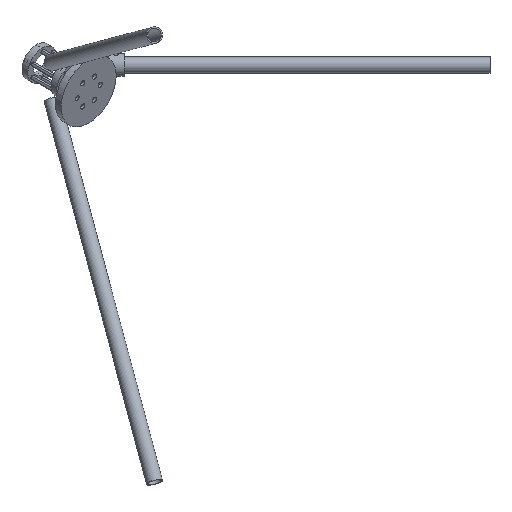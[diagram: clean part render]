
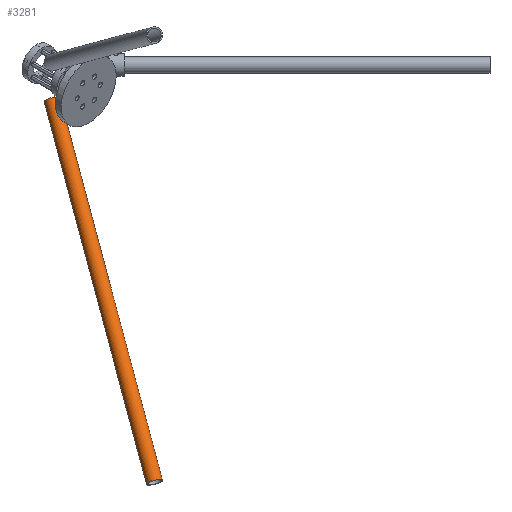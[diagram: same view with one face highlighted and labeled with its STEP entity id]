
A CAD part, isometric view. The second image highlights one B-rep face of the part: STEP entity #3281.
In plain terms, the highlighted cylindrical face has radius 20 mm (diameter 40 mm), a full revolution.
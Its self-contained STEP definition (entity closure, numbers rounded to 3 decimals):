
#309=FACE_OUTER_BOUND('',#518,.T.);
#518=EDGE_LOOP('',(#2317,#2318,#2319,#2320));
#797=LINE('',#4860,#1110);
#1110=VECTOR('',#3881,20.);
#1426=CIRCLE('',#3527,20.);
#1427=CIRCLE('',#3528,20.);
#1542=VERTEX_POINT('',#4857);
#1543=VERTEX_POINT('',#4859);
#1852=EDGE_CURVE('',#1542,#1542,#1426,.T.);
#1853=EDGE_CURVE('',#1542,#1543,#797,.T.);
#1854=EDGE_CURVE('',#1543,#1543,#1427,.T.);
#2317=ORIENTED_EDGE('',*,*,#1852,.F.);
#2318=ORIENTED_EDGE('',*,*,#1853,.T.);
#2319=ORIENTED_EDGE('',*,*,#1854,.T.);
#2320=ORIENTED_EDGE('',*,*,#1853,.F.);
#3220=CYLINDRICAL_SURFACE('',#3526,20.);
#3281=ADVANCED_FACE('',(#309),#3220,.T.);
#3526=AXIS2_PLACEMENT_3D('',#4856,#3877,#3878);
#3527=AXIS2_PLACEMENT_3D('',#4858,#3879,#3880);
#3528=AXIS2_PLACEMENT_3D('',#4861,#3882,#3883);
#3877=DIRECTION('center_axis',(0.354,0.707,0.612));
#3878=DIRECTION('ref_axis',(-0.354,0.707,-0.612));
#3879=DIRECTION('center_axis',(0.354,0.707,0.612));
#3880=DIRECTION('ref_axis',(-0.354,0.707,-0.612));
#3881=DIRECTION('',(-0.354,-0.707,-0.612));
#3882=DIRECTION('center_axis',(0.354,0.707,0.612));
#3883=DIRECTION('ref_axis',(-0.354,0.707,-0.612));
#4856=CARTESIAN_POINT('Origin',(-385.624,-692.965,-667.921));
#4857=CARTESIAN_POINT('',(-25.,0.,-43.301));
#4858=CARTESIAN_POINT('Origin',(-32.071,14.142,-55.549));
#4859=CARTESIAN_POINT('',(-378.553,-707.107,-655.674));
#4860=CARTESIAN_POINT('',(-378.553,-707.107,-655.674));
#4861=CARTESIAN_POINT('Origin',(-385.624,-692.965,-667.921));
